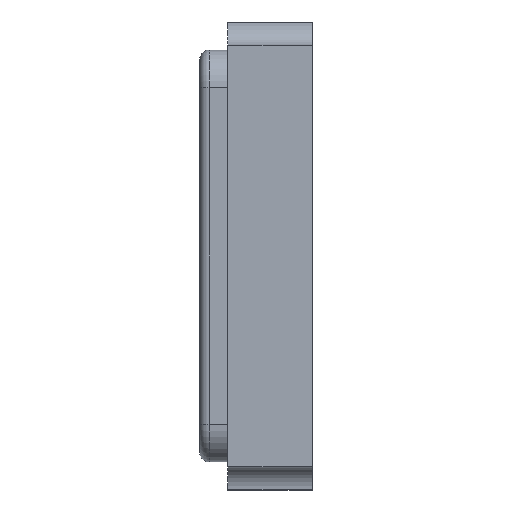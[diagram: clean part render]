
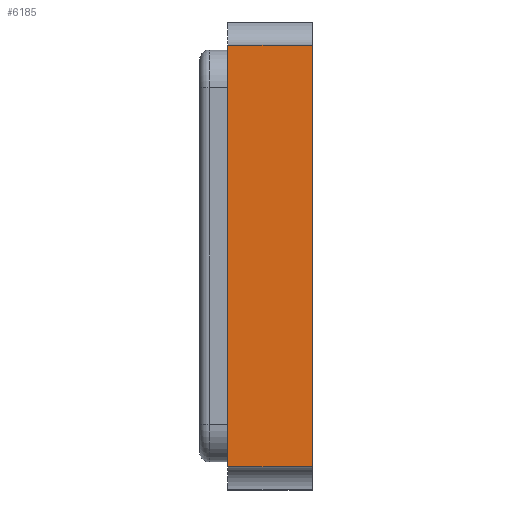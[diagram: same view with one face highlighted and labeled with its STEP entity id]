
A CAD part, left-side view. The second image highlights one B-rep face of the part: STEP entity #6185.
In plain terms, the highlighted planar face has unit normal (-1, 0, 0).
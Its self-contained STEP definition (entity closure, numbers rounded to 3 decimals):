
#1037 = EDGE_CURVE ( 'NONE', #5192, #5243, #3029, .T. ) ;
#1058 = EDGE_CURVE ( 'NONE', #5045, #5192, #2152, .T. ) ;
#1059 = EDGE_CURVE ( 'NONE', #5269, #5045, #2155, .T. ) ;
#1060 = EDGE_CURVE ( 'NONE', #5175, #5269, #2158, .T. ) ;
#1061 = EDGE_CURVE ( 'NONE', #5260, #5129, #2161, .T. ) ;
#1068 = EDGE_CURVE ( 'NONE', #5260, #5175, #2182, .T. ) ;
#1231 = VECTOR ( 'NONE', #2160, 1000. ) ;
#1241 = VECTOR ( 'NONE', #2157, 1000. ) ;
#1242 = VECTOR ( 'NONE', #2154, 1000. ) ;
#1248 = VECTOR ( 'NONE', #3027, 1000. ) ;
#1249 = VECTOR ( 'NONE', #2163, 1000. ) ;
#1774 = CARTESIAN_POINT ( 'NONE',  ( -1.6, -0.001, -1.1 ) ) ;
#1823 = CARTESIAN_POINT ( 'NONE',  ( -1.6, -0.001, 1.125 ) ) ;
#1869 = CARTESIAN_POINT ( 'NONE',  ( -1.6, 0.45, -1.125 ) ) ;
#1886 = CARTESIAN_POINT ( 'NONE',  ( -1.6, 0., -1.1 ) ) ;
#1932 = CARTESIAN_POINT ( 'NONE',  ( -1.6, 0., 1.1 ) ) ;
#1948 = CARTESIAN_POINT ( 'NONE',  ( -1.6, 0.45, 1.125 ) ) ;
#1956 = CARTESIAN_POINT ( 'NONE',  ( -1.6, -0.001, -1.125 ) ) ;
#1965 = CARTESIAN_POINT ( 'NONE',  ( -1.6, -0.001, 1.1 ) ) ;
#2059 = FACE_OUTER_BOUND ( 'NONE', #5338, .T. ) ;
#2065 = AXIS2_PLACEMENT_3D ( 'NONE', #4313, #4314, #4315 ) ;
#2152 = LINE ( 'NONE', #2153, #1242 ) ;
#2153 = CARTESIAN_POINT ( 'NONE',  ( -1.6, -0.001, -1.1 ) ) ;
#2154 = DIRECTION ( 'NONE',  ( 0., 1., 0. ) ) ;
#2155 = LINE ( 'NONE', #2156, #1241 ) ;
#2156 = CARTESIAN_POINT ( 'NONE',  ( -1.6, -0.001, -1.1 ) ) ;
#2157 = DIRECTION ( 'NONE',  ( 0., 0., 1. ) ) ;
#2158 = LINE ( 'NONE', #2159, #1231 ) ;
#2159 = CARTESIAN_POINT ( 'NONE',  ( -1.6, 0.6, -1.125 ) ) ;
#2160 = DIRECTION ( 'NONE',  ( 0., -1., 0. ) ) ;
#2161 = LINE ( 'NONE', #2162, #1249 ) ;
#2162 = CARTESIAN_POINT ( 'NONE',  ( -1.6, 0.6, 1.125 ) ) ;
#2163 = DIRECTION ( 'NONE',  ( 0., -1., 0. ) ) ;
#2182 = LINE ( 'NONE', #2183, #3474 ) ;
#2183 = CARTESIAN_POINT ( 'NONE',  ( -1.6, 0.45, 1.25 ) ) ;
#2184 = DIRECTION ( 'NONE',  ( 0., 0., -1. ) ) ;
#2553 = LINE ( 'NONE', #2554, #2844 ) ;
#2554 = CARTESIAN_POINT ( 'NONE',  ( -1.6, -0.001, 1.1 ) ) ;
#2555 = DIRECTION ( 'NONE',  ( 0., 0., 1. ) ) ;
#2795 = LINE ( 'NONE', #2796, #4416 ) ;
#2796 = CARTESIAN_POINT ( 'NONE',  ( -1.6, -0.001, 1.1 ) ) ;
#2797 = DIRECTION ( 'NONE',  ( 0., 1., 0. ) ) ;
#2844 = VECTOR ( 'NONE', #2555, 1000. ) ;
#3027 = DIRECTION ( 'NONE',  ( 0., 0., 1. ) ) ;
#3028 = CARTESIAN_POINT ( 'NONE',  ( -1.6, 0., -1.25 ) ) ;
#3029 = LINE ( 'NONE', #3028, #1248 ) ;
#3474 = VECTOR ( 'NONE', #2184, 1000. ) ;
#4312 = PLANE ( 'NONE',  #2065 ) ;
#4313 = CARTESIAN_POINT ( 'NONE',  ( -1.6, 0.6, -1.25 ) ) ;
#4314 = DIRECTION ( 'NONE',  ( 1., 0., 0. ) ) ;
#4315 = DIRECTION ( 'NONE',  ( 0., 0., -1. ) ) ;
#4416 = VECTOR ( 'NONE', #2797, 1000. ) ;
#4634 = EDGE_CURVE ( 'NONE', #5278, #5129, #2553, .T. ) ;
#4662 = EDGE_CURVE ( 'NONE', #5278, #5243, #2795, .T. ) ;
#4867 = ORIENTED_EDGE ( 'NONE', *, *, #1060, .T. ) ;
#4868 = ORIENTED_EDGE ( 'NONE', *, *, #1061, .F. ) ;
#4869 = ORIENTED_EDGE ( 'NONE', *, *, #1068, .T. ) ;
#4870 = ORIENTED_EDGE ( 'NONE', *, *, #1058, .T. ) ;
#4871 = ORIENTED_EDGE ( 'NONE', *, *, #1059, .T. ) ;
#4872 = ORIENTED_EDGE ( 'NONE', *, *, #1037, .T. ) ;
#5045 = VERTEX_POINT ( 'NONE', #1774 ) ;
#5129 = VERTEX_POINT ( 'NONE', #1823 ) ;
#5175 = VERTEX_POINT ( 'NONE', #1869 ) ;
#5192 = VERTEX_POINT ( 'NONE', #1886 ) ;
#5243 = VERTEX_POINT ( 'NONE', #1932 ) ;
#5260 = VERTEX_POINT ( 'NONE', #1948 ) ;
#5269 = VERTEX_POINT ( 'NONE', #1956 ) ;
#5278 = VERTEX_POINT ( 'NONE', #1965 ) ;
#5338 = EDGE_LOOP ( 'NONE', ( #4868, #4869, #4867, #4871, #4870, #4872, #6273, #6275 ) ) ;
#6185 = ADVANCED_FACE ( 'NONE', ( #2059 ), #4312, .F. ) ;
#6273 = ORIENTED_EDGE ( 'NONE', *, *, #4662, .F. ) ;
#6275 = ORIENTED_EDGE ( 'NONE', *, *, #4634, .T. ) ;
